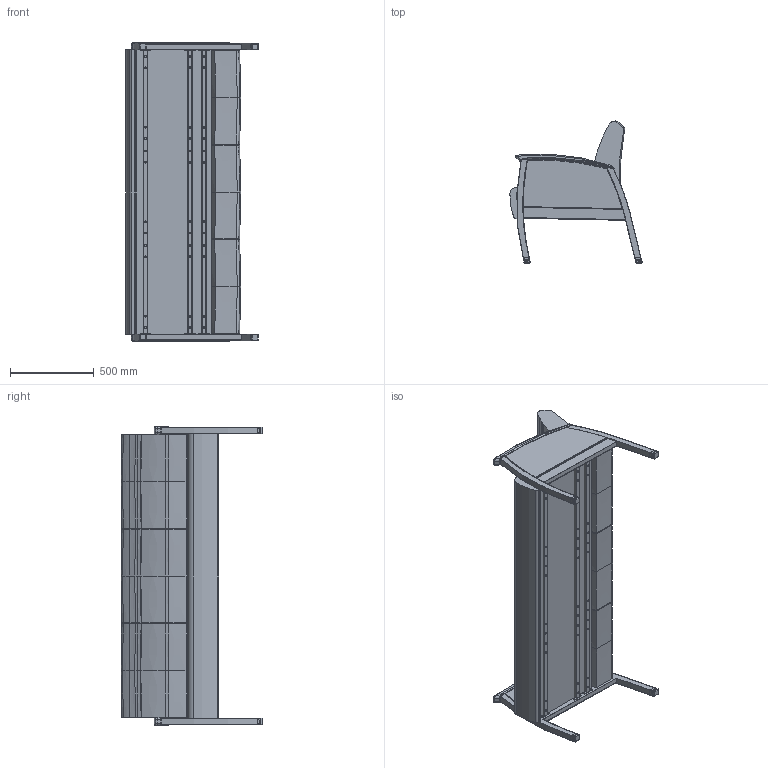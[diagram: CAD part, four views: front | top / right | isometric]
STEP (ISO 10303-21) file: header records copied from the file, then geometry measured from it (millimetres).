
FILE_DESCRIPTION(/* description */ (''),/* implementation_level */ '2;1');
FILE_NAME(/* name */ 'KOL30PW.stp',/* time_stamp */ '2016-03-28T15:57:41-04:00',/* author */ ('emerkel'),/* organization */ (''),/* preprocessor_version */ 'ST-DEVELOPER v16.1',/* originating_system */ 'Autodesk Inventor 2016',/* authorisation */ '');
FILE_SCHEMA (('AUTOMOTIVE_DESIGN { 1 0 10303 214 3 1 1 }'));
Length unit declared in the file: inch
Products named in the file (11): KOL30 USEAT; KOL ARML-1; KOL ARMR-1; STUBE PLT; TUBE1.5X66.875; STUBE1.5X66.875; EV7000 MAC BLK; GLIDE KOL10; KOL10 NEW BACK; UPANEL KOL10; KOL30PW
Assembly tree (20 placements, depth 3):
  KOL30PW
    KOL30 USEAT
    KOL ARML-1
    KOL ARMR-1
    STUBE1.5X66.875  x3
      STUBE PLT
      TUBE1.5X66.875
    EV7000 MAC BLK  x2
    GLIDE KOL10  x4
    KOL10 NEW BACK  x3
    UPANEL KOL10  x2
Bounding box: 788.92 x 846.23 x 1784.35 mm (x, y, z)
Volume: 272083865.4 mm3; surface area: 8444464 mm2
Topology: 25 solids, 25 shells, 837 faces, 2184 edges, 1399 vertices
Faces by surface type: cylinder 343, plane 296, bspline 150, torus 32, sphere 16
Full cylindrical faces by diameter (mm): 6.35 x30, 7.137 x24, 9.525 x72
Entity records: 14099 total; most frequent: CARTESIAN_POINT 4764, ORIENTED_EDGE 1798, DIRECTION 1789, EDGE_CURVE 899, AXIS2_PLACEMENT_3D 704, VERTEX_POINT 621, EDGE_LOOP 562, LINE 381
